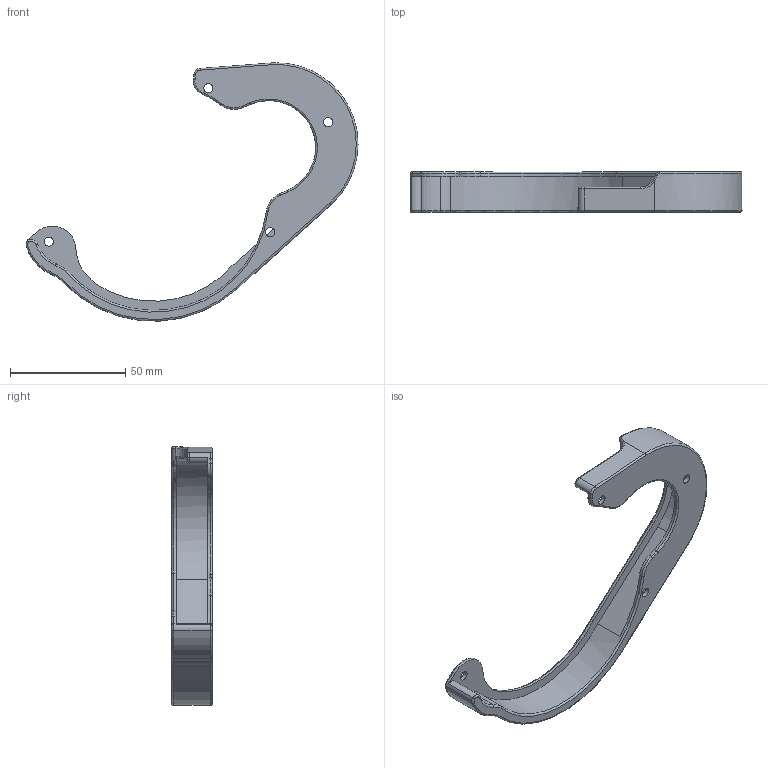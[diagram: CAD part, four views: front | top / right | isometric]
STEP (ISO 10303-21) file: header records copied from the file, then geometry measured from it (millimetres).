
FILE_DESCRIPTION(/* description */ (''),/* implementation_level */ '2;1');
FILE_NAME(/* name */ 'Boardnamics Fullguard.step',/* time_stamp */ '2022-04-07T21:35:36-04:00',/* author */ (''),/* organization */ (''),/* preprocessor_version */ 'ST-DEVELOPER v18.1',/* originating_system */ 'Autodesk Translation Framework v10.13.0.1454',/* authorisation */ '');
FILE_SCHEMA (('AUTOMOTIVE_DESIGN { 1 0 10303 214 3 1 1 }'));
Length unit declared in the file: millimetre
Products named in the file (1): Boardnamics Fullguard
Bounding box: 143.98 x 17.5 x 112.04 mm (x, y, z)
Volume: 27261 mm3; surface area: 16682.7 mm2
Topology: 1 solids, 1 shells, 85 faces, 207 edges, 123 vertices
Faces by surface type: cylinder 37, torus 28, plane 14, bspline 6
Full cylindrical faces by diameter (mm): 4 x4
Entity records: 2857 total; most frequent: CARTESIAN_POINT 721, DIRECTION 469, ORIENTED_EDGE 412, EDGE_CURVE 206, AXIS2_PLACEMENT_3D 201, VERTEX_POINT 123, CIRCLE 121, EDGE_LOOP 93
